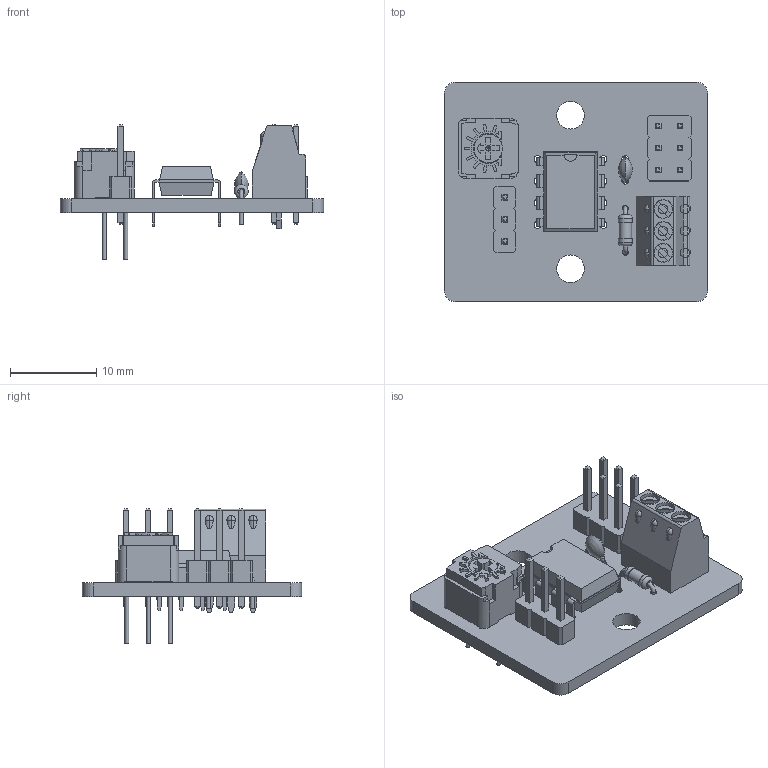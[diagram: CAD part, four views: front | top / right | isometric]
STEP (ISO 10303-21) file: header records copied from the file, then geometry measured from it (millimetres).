
FILE_DESCRIPTION(('KiCad electronic assembly'),'2;1');
FILE_NAME('ServoLaser.step','2020-08-23T14:50:31',('An Author'),( 'A Company'),'Open CASCADE STEP processor 6.9', 'KiCad to STEP converter','Unknown');
FILE_SCHEMA(('AUTOMOTIVE_DESIGN { 1 0 10303 214 1 1 1 1 }'));
Length unit declared in the file: millimetre
Products named in the file (16): Open CASCADE STEP translator 6.9 1; PinHeader_2x03_P2.54mm_Vertical; SOLID; C_Disc_D3.0mm_W1.6mm_P2.50mm; R_Axial_DIN0204_L3.6mm_D1.6mm_P5.08mm_Horizontal; DIP-8_W7.62mm; CT-6ER10k_(103); COMPOUND; pxc_1725669_05_MPT-0-5-3-2-54_3D; PinHeader_1x03_P2.54mm_Vertical
Assembly tree (15 placements, depth 3):
  Open CASCADE STEP translator 6.9 1
    PinHeader_2x03_P2.54mm_Vertical
      SOLID
    C_Disc_D3.0mm_W1.6mm_P2.50mm
      SOLID
    R_Axial_DIN0204_L3.6mm_D1.6mm_P5.08mm_Horizontal
      SOLID
    DIP-8_W7.62mm
      SOLID
    CT-6ER10k_(103)
      COMPOUND
    pxc_1725669_05_MPT-0-5-3-2-54_3D
      COMPOUND
    PinHeader_1x03_P2.54mm_Vertical
      SOLID
    COMPOUND
Bounding box: 30.48 x 25.4 x 15.59 mm (x, y, z)
Volume: 2133 mm3; surface area: 3417.9 mm2
Topology: 9 solids, 9 shells, 787 faces, 1971 edges, 1251 vertices
Faces by surface type: plane 582, cylinder 170, bspline 20, sphere 8, torus 4, revolution 2, cone 1
Full cylindrical faces by diameter (mm): 0.45 x3, 0.5 x4, 0.7 x2, 0.8 x13, 1 x9, 1.1 x6, 1.44 x1, 1.6 x2, 3.2 x2, 3.3 x2
Entity records: 59886 total; most frequent: CARTESIAN_POINT 14197, DIRECTION 7606, LINE 4925, VECTOR 4925, ORIENTED_EDGE 3926, PCURVE 3926, DEFINITIONAL_REPRESENTATION 3926, EDGE_CURVE 1963
